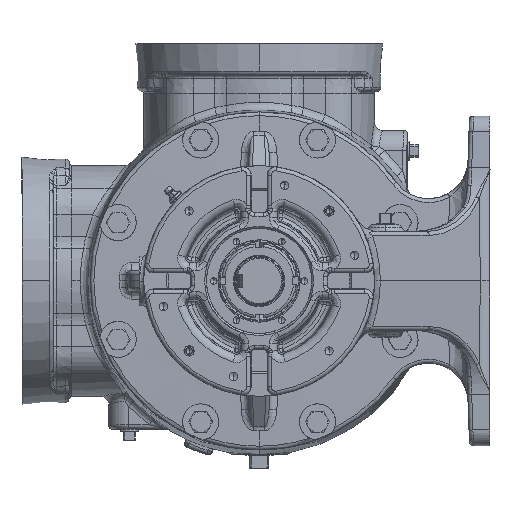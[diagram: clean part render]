
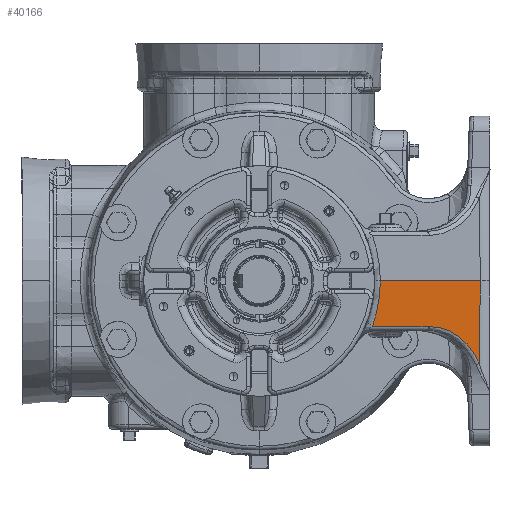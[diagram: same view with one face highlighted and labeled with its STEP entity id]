
A CAD part, left-side view. The second image highlights one B-rep face of the part: STEP entity #40166.
In plain terms, the highlighted planar face has unit normal (-0.642, -0.766, -0.035).
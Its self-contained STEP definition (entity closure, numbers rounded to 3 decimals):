
#16356 = EDGE_CURVE ( 'NONE', #249327, #28492, #32231, .T. ) ;
#17045 = EDGE_CURVE ( 'NONE', #152544, #68827, #175416, .T. ) ;
#27548 = CARTESIAN_POINT ( 'NONE',  ( -159.408, -162.074, -45.545 ) ) ;
#28492 = VERTEX_POINT ( 'NONE', #123390 ) ;
#31024 = CARTESIAN_POINT ( 'NONE',  ( -136.924, -183.017, 0. ) ) ;
#32231 = LINE ( 'NONE', #195343, #234190 ) ;
#40166 = ADVANCED_FACE ( 'Defeatured_0_2232', ( #83500 ), #264044, .T. ) ;
#46554 = CARTESIAN_POINT ( 'NONE',  ( -151.967, -170.39, -0.096 ) ) ;
#52423 = CARTESIAN_POINT ( 'NONE',  ( -249.147, -87.248, -35.158 ) ) ;
#53339 = ORIENTED_EDGE ( 'NONE', *, *, #159840, .T. ) ;
#63449 = CARTESIAN_POINT ( 'NONE',  ( -136.924, -183.017, 0. ) ) ;
#67085 = EDGE_CURVE ( 'NONE', #152544, #249327, #182802, .T. ) ;
#68827 = VERTEX_POINT ( 'NONE', #219859 ) ;
#70302 = CARTESIAN_POINT ( 'NONE',  ( -149.757, -169.359, -63.389 ) ) ;
#70513 = ORIENTED_EDGE ( 'NONE', *, *, #16356, .T. ) ;
#71041 = DIRECTION ( 'NONE',  ( 0.766, -0.643, 0. ) ) ;
#71522 = CARTESIAN_POINT ( 'NONE',  ( -149.757, -169.359, -63.389 ) ) ;
#83500 = FACE_OUTER_BOUND ( 'NONE', #90300, .T. ) ;
#83984 = DIRECTION ( 'NONE',  ( -0.035, -0.016, 0.999 ) ) ;
#88352 = AXIS2_PLACEMENT_3D ( 'NONE', #63449, #243983, #245294 ) ;
#88957 =( BOUNDED_CURVE ( )  B_SPLINE_CURVE ( 3, ( #214656, #171927, #27548, #70302 ),
 .UNSPECIFIED., .F., .F. ) 
 B_SPLINE_CURVE_WITH_KNOTS ( ( 4, 4 ),
 ( 1.625, 2.7 ),
 .UNSPECIFIED. ) 
 CURVE ( )  GEOMETRIC_REPRESENTATION_ITEM ( )  RATIONAL_B_SPLINE_CURVE ( ( 1., 0.906, 0.906, 1. ) ) 
 REPRESENTATION_ITEM ( '' )  );
#90300 = EDGE_LOOP ( 'NONE', ( #157308, #96197, #70513, #175157, #53339 ) ) ;
#96197 = ORIENTED_EDGE ( 'NONE', *, *, #67085, .T. ) ;
#123390 = CARTESIAN_POINT ( 'NONE',  ( -197.121, -130.903, -35.158 ) ) ;
#124578 = CARTESIAN_POINT ( 'NONE',  ( -243.769, -93.364, 0. ) ) ;
#136555 = DIRECTION ( 'NONE',  ( 0.766, -0.643, 0. ) ) ;
#150060 = CARTESIAN_POINT ( 'NONE',  ( -245.014, -91.232, -23.833 ) ) ;
#152544 = VERTEX_POINT ( 'NONE', #124578 ) ;
#157308 = ORIENTED_EDGE ( 'NONE', *, *, #17045, .F. ) ;
#159840 = EDGE_CURVE ( 'NONE', #219407, #68827, #184251, .T. ) ;
#171927 = CARTESIAN_POINT ( 'NONE',  ( -176.835, -147.926, -35.158 ) ) ;
#172794 = CARTESIAN_POINT ( 'NONE',  ( -243.205, -93.29, -12.005 ) ) ;
#175157 = ORIENTED_EDGE ( 'NONE', *, *, #209366, .T. ) ;
#175416 = LINE ( 'NONE', #31024, #229572 ) ;
#182802 =( BOUNDED_CURVE ( )  B_SPLINE_CURVE ( 3, ( #234274, #172794, #150060, #52423 ),
 .UNSPECIFIED., .F., .F. ) 
 B_SPLINE_CURVE_WITH_KNOTS ( ( 4, 4 ),
 ( 3.102, 3.434 ),
 .UNSPECIFIED. ) 
 CURVE ( )  GEOMETRIC_REPRESENTATION_ITEM ( )  RATIONAL_B_SPLINE_CURVE ( ( 1., 0.991, 0.991, 1. ) ) 
 REPRESENTATION_ITEM ( '' )  );
#184251 = LINE ( 'NONE', #46554, #228007 ) ;
#195343 = CARTESIAN_POINT ( 'NONE',  ( -136.135, -182.077, -35.158 ) ) ;
#209366 = EDGE_CURVE ( 'NONE', #28492, #219407, #88957, .T. ) ;
#214656 = CARTESIAN_POINT ( 'NONE',  ( -197.121, -130.903, -35.158 ) ) ;
#219407 = VERTEX_POINT ( 'NONE', #71522 ) ;
#219859 = CARTESIAN_POINT ( 'NONE',  ( -151.971, -170.391, 0. ) ) ;
#228007 = VECTOR ( 'NONE', #83984, 1000. ) ;
#229572 = VECTOR ( 'NONE', #136555, 1000. ) ;
#230916 = CARTESIAN_POINT ( 'NONE',  ( -249.147, -87.248, -35.158 ) ) ;
#234190 = VECTOR ( 'NONE', #71041, 1000. ) ;
#234274 = CARTESIAN_POINT ( 'NONE',  ( -243.769, -93.364, 0. ) ) ;
#243983 = DIRECTION ( 'NONE',  ( -0.642, -0.766, -0.035 ) ) ;
#245294 = DIRECTION ( 'NONE',  ( 0.766, -0.643, 0. ) ) ;
#249327 = VERTEX_POINT ( 'NONE', #230916 ) ;
#264044 = PLANE ( 'NONE',  #88352 ) ;
